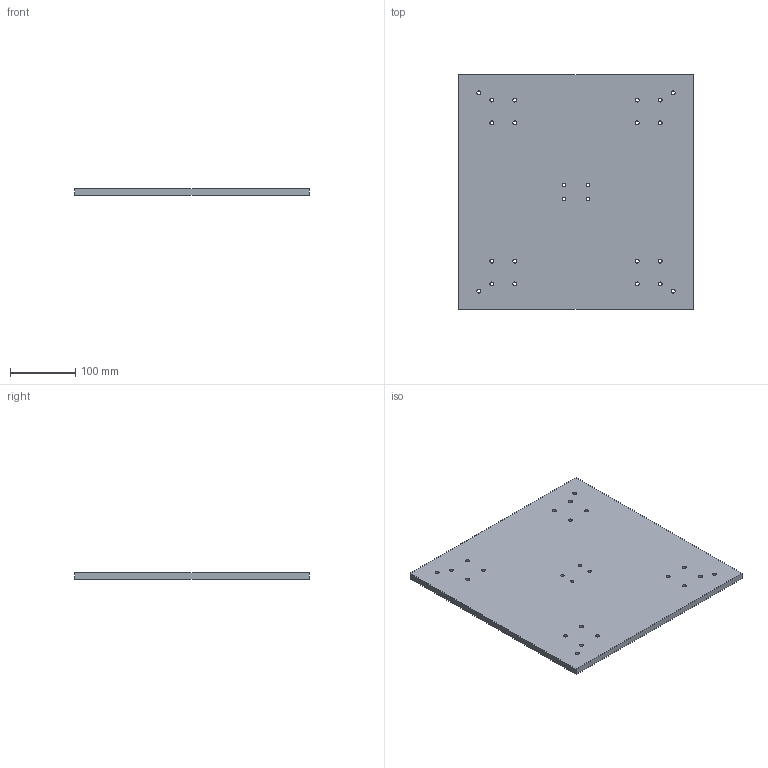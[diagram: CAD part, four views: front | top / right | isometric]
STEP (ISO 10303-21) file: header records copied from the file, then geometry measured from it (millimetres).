
FILE_DESCRIPTION(('FreeCAD Model'),'2;1');
FILE_NAME('mesa_cnc.step','2015-03-19T19:26:46',('FreeCAD'),('FreeCAD'), 'Open CASCADE STEP processor 6.7','FreeCAD','Unknown');
FILE_SCHEMA(('AUTOMOTIVE_DESIGN_CC2 { 1 2 10303 214 -1 1 5 4 }'));
Length unit declared in the file: millimetre
Products named in the file (1): Pocket001
Bounding box: 360 x 360 x 10 mm (x, y, z)
Volume: 1283320.5 mm3; surface area: 278293.5 mm2
Topology: 1 solids, 1 shells, 70 faces, 144 edges, 96 vertices
Faces by surface type: cylinder 44, plane 26
Full cylindrical faces by diameter (mm): 5 x4, 6 x20, 10 x20
Entity records: 4005 total; most frequent: CARTESIAN_POINT 839, DIRECTION 622, ORIENTED_EDGE 288, PCURVE 288, DEFINITIONAL_REPRESENTATION 288, LINE 256, VECTOR 256, AXIS2_PLACEMENT_3D 159
